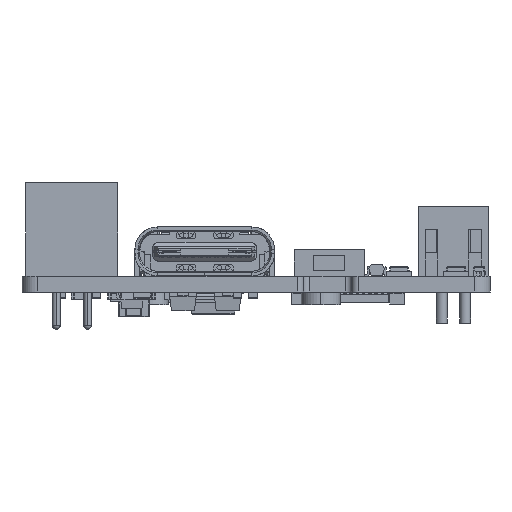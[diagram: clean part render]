
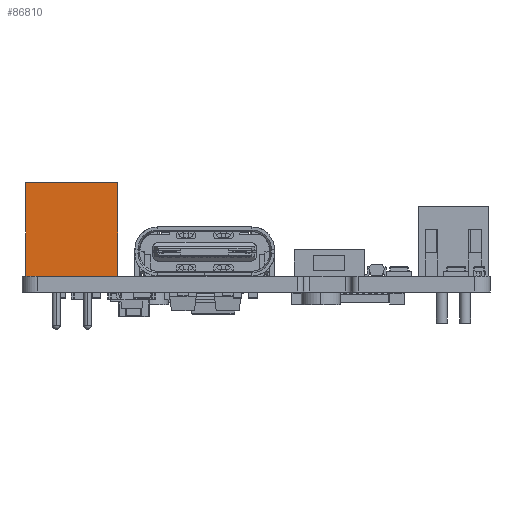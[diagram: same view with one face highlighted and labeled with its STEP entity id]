
A CAD part, left-side view. The second image highlights one B-rep face of the part: STEP entity #86810.
In plain terms, the highlighted face is planar.
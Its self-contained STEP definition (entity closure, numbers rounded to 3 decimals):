
#86681 = VERTEX_POINT('',#86682);
#86682 = CARTESIAN_POINT('',(-2.95,6.,2.25));
#86688 = EDGE_CURVE('',#86681,#86689,#86691,.T.);
#86689 = VERTEX_POINT('',#86690);
#86690 = CARTESIAN_POINT('',(2.95,6.,2.25));
#86691 = LINE('',#86692,#86693);
#86692 = CARTESIAN_POINT('',(-2.95,6.,2.25));
#86693 = VECTOR('',#86694,1.);
#86694 = DIRECTION('',(1.,0.,0.));
#86777 = VERTEX_POINT('',#86778);
#86778 = CARTESIAN_POINT('',(-2.95,0.,2.25));
#86784 = EDGE_CURVE('',#86681,#86777,#86785,.T.);
#86785 = LINE('',#86786,#86787);
#86786 = CARTESIAN_POINT('',(-2.95,6.,2.25));
#86787 = VECTOR('',#86788,1.);
#86788 = DIRECTION('',(0.,-1.,0.));
#86810 = ADVANCED_FACE('',(#86811),#86829,.F.);
#86811 = FACE_BOUND('',#86812,.T.);
#86812 = EDGE_LOOP('',(#86813,#86821,#86827,#86828));
#86813 = ORIENTED_EDGE('',*,*,#86814,.T.);
#86814 = EDGE_CURVE('',#86777,#86815,#86817,.T.);
#86815 = VERTEX_POINT('',#86816);
#86816 = CARTESIAN_POINT('',(2.95,0.,2.25));
#86817 = LINE('',#86818,#86819);
#86818 = CARTESIAN_POINT('',(-2.95,0.,2.25));
#86819 = VECTOR('',#86820,1.);
#86820 = DIRECTION('',(1.,0.,0.));
#86821 = ORIENTED_EDGE('',*,*,#86822,.F.);
#86822 = EDGE_CURVE('',#86689,#86815,#86823,.T.);
#86823 = LINE('',#86824,#86825);
#86824 = CARTESIAN_POINT('',(2.95,6.,2.25));
#86825 = VECTOR('',#86826,1.);
#86826 = DIRECTION('',(0.,-1.,0.));
#86827 = ORIENTED_EDGE('',*,*,#86688,.F.);
#86828 = ORIENTED_EDGE('',*,*,#86784,.T.);
#86829 = PLANE('',#86830);
#86830 = AXIS2_PLACEMENT_3D('',#86831,#86832,#86833);
#86831 = CARTESIAN_POINT('',(-2.95,6.,2.25));
#86832 = DIRECTION('',(0.,0.,-1.));
#86833 = DIRECTION('',(-1.,0.,0.));
